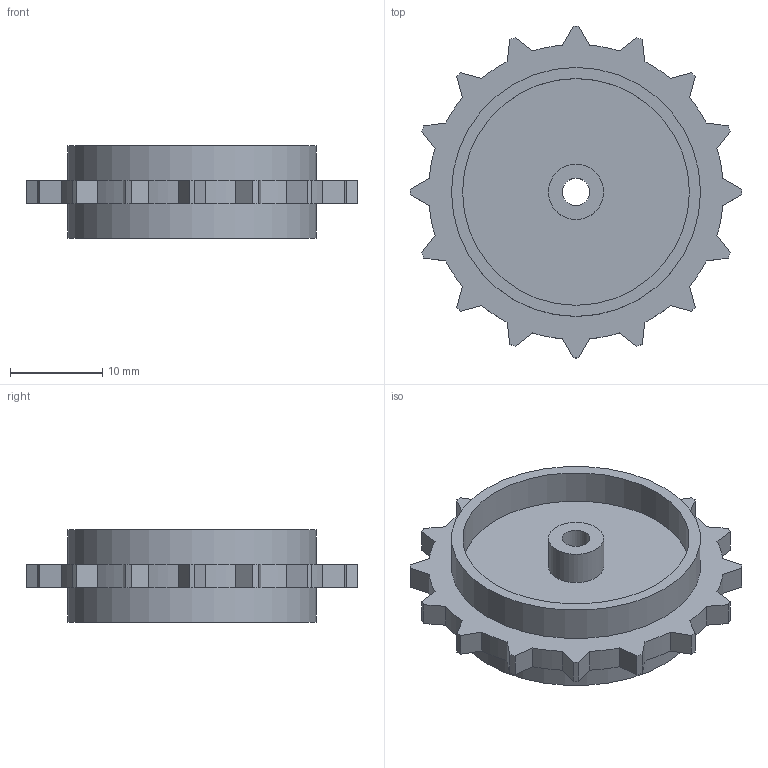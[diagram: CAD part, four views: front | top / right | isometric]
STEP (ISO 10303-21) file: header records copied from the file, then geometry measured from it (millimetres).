
FILE_DESCRIPTION(/* description */ ('STEP AP242','CAx-IF Rec.Pracs.---Representation and Presentation of Product Manufacturing Information (PMI)---4.0---2014-10-13','CAx-IF Rec.Pracs.---3D Tessellated Geometry---0.4---2014-09-14','2;1'),/* implementation_level */ '2;1');
FILE_NAME(/* name */ '62800cb55303a7665fd06b17',/* time_stamp */ '2022-05-14T20:10:30+00:00',/* author */ (''),/* organization */ (''),/* preprocessor_version */ 'ST-DEVELOPER v18.101',/* originating_system */ ' ',/* authorisation */ ' ');
FILE_SCHEMA (('AP242_MANAGED_MODEL_BASED_3D_ENGINEERING_MIM_LF { 1 0 10303 442 1 1 4 }'));
Length unit declared in the file: metre
Products named in the file (1): Belt Big Drive Wheel
Bounding box: 36 x 36 x 10 mm (x, y, z)
Volume: 2981.1 mm3; surface area: 3446.4 mm2
Topology: 1 solids, 1 shells, 80 faces, 217 edges, 145 vertices
Faces by surface type: plane 40, cylinder 39, torus 1
Full cylindrical faces by diameter (mm): 3 x1, 6 x2, 24.6 x2, 27 x2
Entity records: 2516 total; most frequent: DIRECTION 448, CARTESIAN_POINT 431, ORIENTED_EDGE 414, EDGE_CURVE 207, AXIS2_PLACEMENT_3D 160, VERTEX_POINT 143, LINE 128, VECTOR 128
